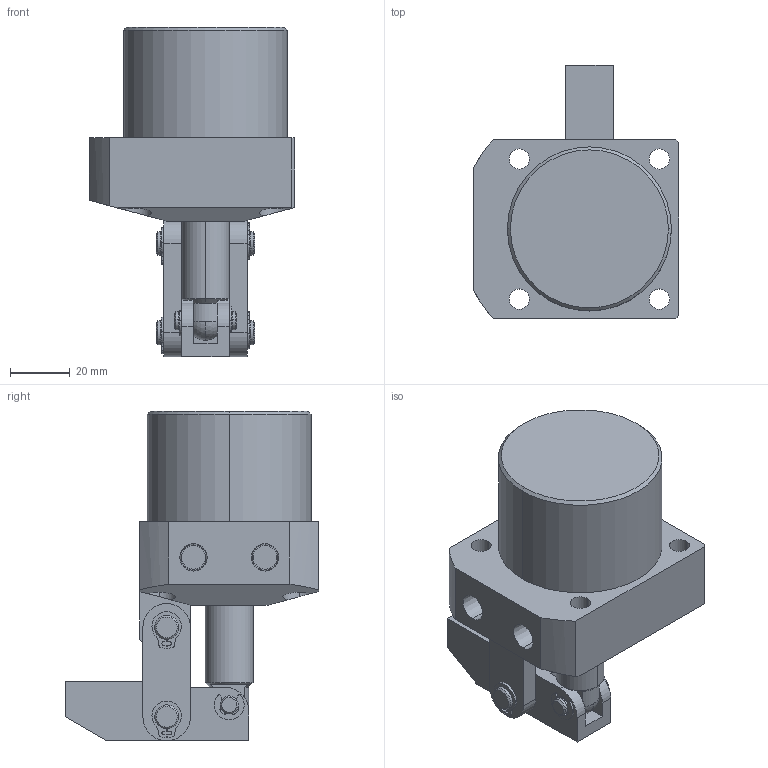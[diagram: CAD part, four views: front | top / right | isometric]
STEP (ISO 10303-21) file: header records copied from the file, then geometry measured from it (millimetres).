
FILE_DESCRIPTION (( 'STEP AP203' ), '1' );
FILE_NAME ('HLKA-40R.STEP', '2020-04-18T02:44:19', ( '微软用户' ), ( '微软中国' ), 'SwSTEP 2.0', 'SolidWorks 2012', '' );
FILE_SCHEMA (( 'CONFIG_CONTROL_DESIGN' ));
Length unit declared in the file: millimetre
Products named in the file (9): HLKA-40R; external circlip_bsi_BS 3673-4 - S008M; e rings gb_GB_CONNECTING_PIECE_RINGS_HR 5; HLKA-40酗种; HLKA-40揤旋; HLKA-40蟀裝; HLKA-40活塞杆; HLKA-40傻种; HLKA-40R掛极
Assembly tree (14 placements, depth 2):
  HLKA-40R
    HLKA-40R掛极
    HLKA-40傻种
    HLKA-40活塞杆
    HLKA-40蟀裝  x2
    HLKA-40揤旋
    HLKA-40酗种  x2
    e rings gb_GB_CONNECTING_PIECE_RINGS_HR 5  x2
    external circlip_bsi_BS 3673-4 - S008M  x4
Bounding box: 69 x 85 x 110.5 mm (x, y, z)
Volume: 188412.6 mm3; surface area: 50852.7 mm2
Topology: 14 solids, 14 shells, 350 faces, 881 edges, 579 vertices
Faces by surface type: cylinder 183, plane 139, cone 20, torus 6, sphere 2
Entity records: 7578 total; most frequent: DIRECTION 1203, CARTESIAN_POINT 1165, ORIENTED_EDGE 1050, EDGE_CURVE 525, AXIS2_PLACEMENT_3D 469, VERTEX_POINT 343, VECTOR 265, LINE 265
